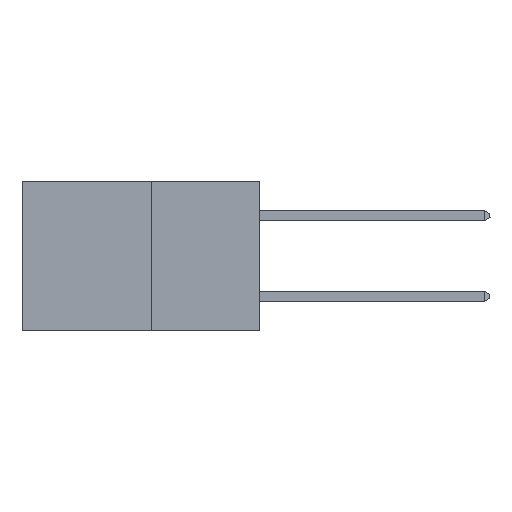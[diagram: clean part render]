
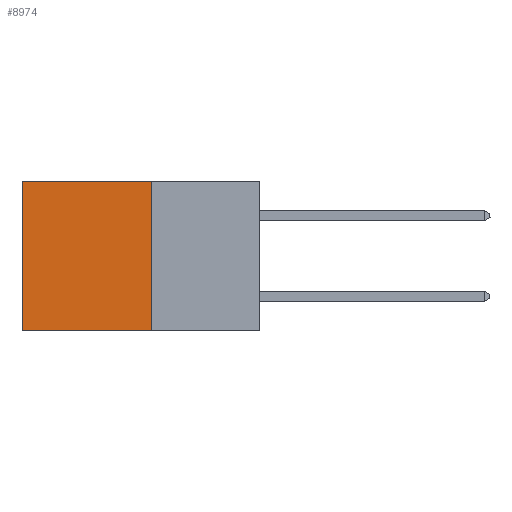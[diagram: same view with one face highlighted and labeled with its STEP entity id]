
A CAD part, left-side view. The second image highlights one B-rep face of the part: STEP entity #8974.
In plain terms, the highlighted planar face has unit normal (-1, 0, 0).
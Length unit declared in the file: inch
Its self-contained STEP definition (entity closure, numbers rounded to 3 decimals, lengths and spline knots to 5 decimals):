
#12 = ORIENTED_EDGE ( 'NONE', *, *, #12467, .T. ) ;
#1110 = VERTEX_POINT ( 'NONE', #12867 ) ;
#2256 = DIRECTION ( 'NONE',  ( 0., 0., -1. ) ) ;
#3364 = VERTEX_POINT ( 'NONE', #3900 ) ;
#3377 = PLANE ( 'NONE',  #9403 ) ;
#3643 = LINE ( 'NONE', #12941, #13334 ) ;
#3818 = EDGE_CURVE ( 'NONE', #1110, #11372, #14428, .T. ) ;
#3900 = CARTESIAN_POINT ( 'NONE',  ( 0.277, 0.27, -0.37 ) ) ;
#4343 = EDGE_CURVE ( 'NONE', #1110, #3364, #16098, .T. ) ;
#4669 = CARTESIAN_POINT ( 'NONE',  ( 0.277, 0.27, -0.37 ) ) ;
#4946 = FACE_OUTER_BOUND ( 'NONE', #14672, .T. ) ;
#4982 = CARTESIAN_POINT ( 'NONE',  ( 0.277, 0.59, -0.37 ) ) ;
#6246 = ORIENTED_EDGE ( 'NONE', *, *, #4343, .F. ) ;
#7232 = DIRECTION ( 'NONE',  ( 0., 0., -1. ) ) ;
#7711 = VERTEX_POINT ( 'NONE', #4982 ) ;
#7947 = DIRECTION ( 'NONE',  ( 0., 0., -1. ) ) ;
#8974 = ADVANCED_FACE ( 'NONE', ( #4946 ), #3377, .F. ) ;
#9403 = AXIS2_PLACEMENT_3D ( 'NONE', #4669, #14724, #7232 ) ;
#9469 = CARTESIAN_POINT ( 'NONE',  ( 0.277, 0.27, -0.37 ) ) ;
#11137 = VECTOR ( 'NONE', #14783, 39.37008 ) ;
#11372 = VERTEX_POINT ( 'NONE', #12223 ) ;
#11595 = ORIENTED_EDGE ( 'NONE', *, *, #3818, .T. ) ;
#12223 = CARTESIAN_POINT ( 'NONE',  ( 0.277, 0.59, 0. ) ) ;
#12467 = EDGE_CURVE ( 'NONE', #11372, #7711, #3643, .T. ) ;
#12471 = VECTOR ( 'NONE', #2256, 39.37008 ) ;
#12867 = CARTESIAN_POINT ( 'NONE',  ( 0.277, 0.27, 0. ) ) ;
#12941 = CARTESIAN_POINT ( 'NONE',  ( 0.277, 0.59, -0.37 ) ) ;
#13062 = VECTOR ( 'NONE', #13231, 39.37008 ) ;
#13231 = DIRECTION ( 'NONE',  ( 0., 1., 0. ) ) ;
#13334 = VECTOR ( 'NONE', #7947, 39.37008 ) ;
#13832 = ORIENTED_EDGE ( 'NONE', *, *, #15239, .F. ) ;
#14202 = LINE ( 'NONE', #9469, #13062 ) ;
#14428 = LINE ( 'NONE', #15234, #11137 ) ;
#14672 = EDGE_LOOP ( 'NONE', ( #12, #13832, #6246, #11595 ) ) ;
#14724 = DIRECTION ( 'NONE',  ( 1., 0., 0. ) ) ;
#14783 = DIRECTION ( 'NONE',  ( 0., 1., 0. ) ) ;
#15234 = CARTESIAN_POINT ( 'NONE',  ( 0.277, 0.27, 0. ) ) ;
#15239 = EDGE_CURVE ( 'NONE', #3364, #7711, #14202, .T. ) ;
#15330 = CARTESIAN_POINT ( 'NONE',  ( 0.277, 0.27, -0.37 ) ) ;
#16098 = LINE ( 'NONE', #15330, #12471 ) ;
